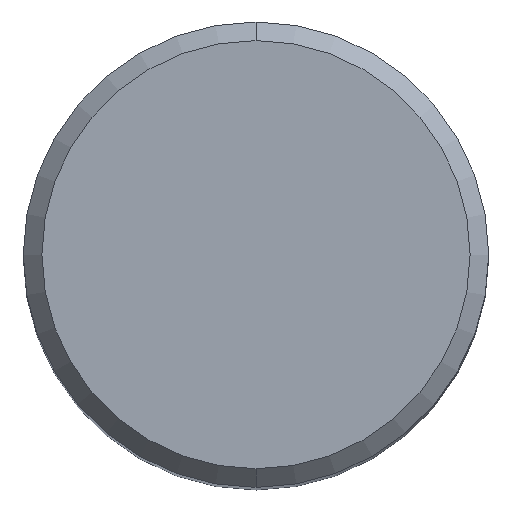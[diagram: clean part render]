
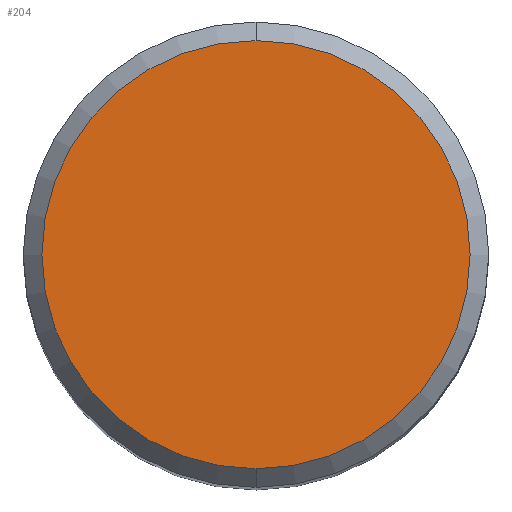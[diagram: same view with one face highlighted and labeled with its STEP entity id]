
A CAD part, top view. The second image highlights one B-rep face of the part: STEP entity #204.
In plain terms, the highlighted planar face has unit normal (0, 0, 1).
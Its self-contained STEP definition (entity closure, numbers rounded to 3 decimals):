
#170=VERTEX_POINT('',#384);
#176=EDGE_CURVE('',#212,#170,#391,.T.);
#182=EDGE_CURVE('',#170,#212,#398,.T.);
#204=ADVANCED_FACE('',(#421),#422,.T.);
#212=VERTEX_POINT('',#430);
#384=CARTESIAN_POINT('',(0.0,11.5,0.0));
#391=CIRCLE('',#631,11.5);
#398=CIRCLE('',#640,11.5);
#421=FACE_OUTER_BOUND('',#671,.T.);
#422=PLANE('',#672);
#430=CARTESIAN_POINT('',(0.,-11.5,0.0));
#631=AXIS2_PLACEMENT_3D('',#918,#919,#920);
#640=AXIS2_PLACEMENT_3D('',#932,#933,#934);
#671=EDGE_LOOP('',(#958,#959));
#672=AXIS2_PLACEMENT_3D('',#960,#961,#962);
#918=CARTESIAN_POINT('',(0.0,0.0,0.0));
#919=DIRECTION('',(0.0,0.0,-1.0));
#920=DIRECTION('',(0.0,1.0,0.0));
#932=CARTESIAN_POINT('',(0.0,0.0,0.0));
#933=DIRECTION('',(0.0,0.0,-1.0));
#934=DIRECTION('',(0.0,1.0,0.0));
#958=ORIENTED_EDGE('',*,*,#182,.F.);
#959=ORIENTED_EDGE('',*,*,#176,.F.);
#960=CARTESIAN_POINT('',(0.0,5.75,0.0));
#961=DIRECTION('',(-0.0,0.0,1.0));
#962=DIRECTION('',(0.0,-1.0,0.0));
